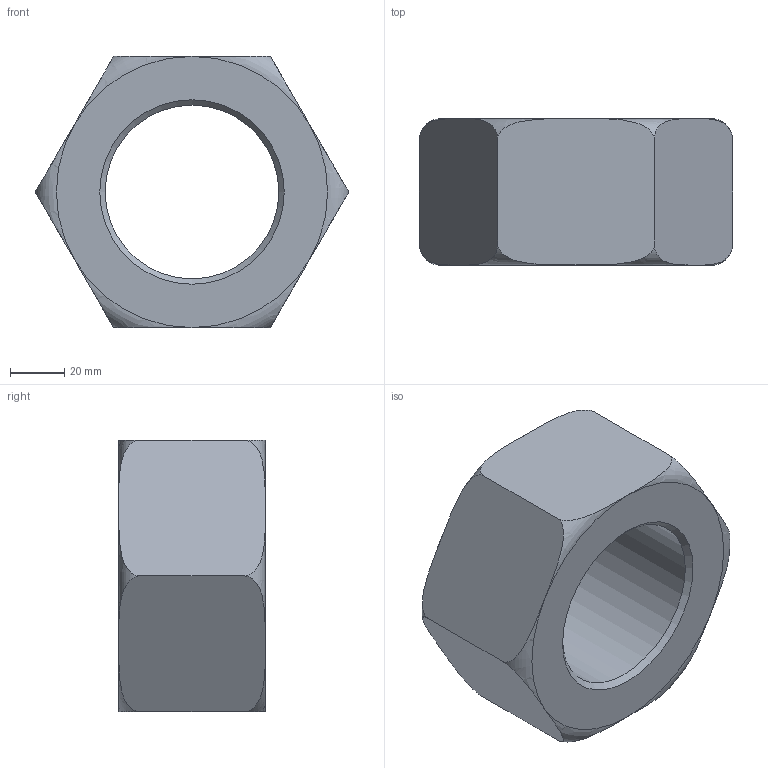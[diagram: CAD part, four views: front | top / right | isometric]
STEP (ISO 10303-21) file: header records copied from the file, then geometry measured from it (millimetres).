
FILE_DESCRIPTION (( 'STEP AP214' ), '1' );
FILE_NAME ('DIN 934 Nut M68x4.STEP', '2023-02-24T13:19:20', ( '' ), ( '' ), 'SwSTEP 2.0', 'SolidWorks 2020', '' );
FILE_SCHEMA (( 'AUTOMOTIVE_DESIGN' ));
Length unit declared in the file: millimetre
Products named in the file (1): DIN 934 Nut M68x4
Bounding box: 115.47 x 54 x 100 mm (x, y, z)
Volume: 292087.6 mm3; surface area: 39476.7 mm2
Topology: 1 solids, 1 shells, 23 faces, 59 edges, 38 vertices
Faces by surface type: torus 12, plane 8, cone 2, cylinder 1
Full cylindrical faces by diameter (mm): 64 x1
Entity records: 1385 total; most frequent: CARTESIAN_POINT 820, ORIENTED_EDGE 112, DIRECTION 96, EDGE_CURVE 56, AXIS2_PLACEMENT_3D 40, VERTEX_POINT 38, EDGE_LOOP 28, B_SPLINE_CURVE_WITH_KNOTS 24
